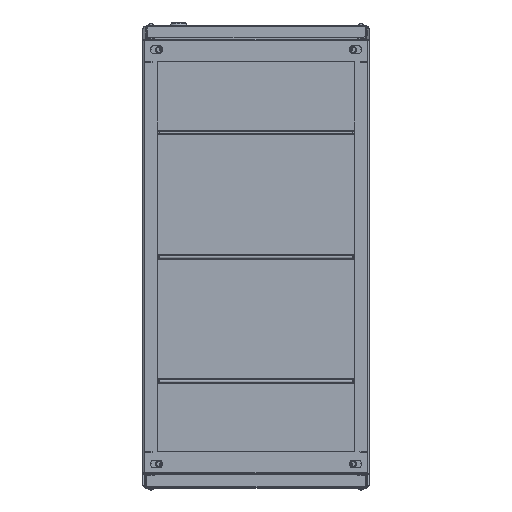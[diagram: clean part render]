
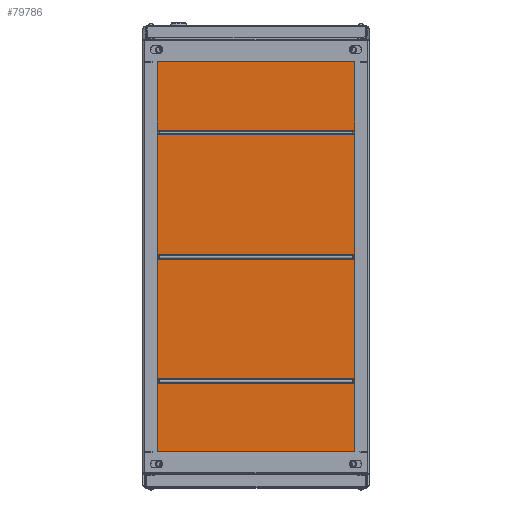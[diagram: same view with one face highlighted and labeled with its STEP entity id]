
A CAD part, front view. The second image highlights one B-rep face of the part: STEP entity #79786.
In plain terms, the highlighted planar face has unit normal (0, -1, 0).
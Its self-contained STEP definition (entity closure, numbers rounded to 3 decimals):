
#57 = EDGE_CURVE ( 'NONE', #8096, #26505, #44130, .T. ) ;
#568 = DIRECTION ( 'NONE',  ( -1., 0., 0. ) ) ;
#2826 = LINE ( 'NONE', #93901, #74002 ) ;
#3674 = VERTEX_POINT ( 'NONE', #52468 ) ;
#4586 = LINE ( 'NONE', #61983, #65317 ) ;
#5564 = DIRECTION ( 'NONE',  ( 0., 0., -1. ) ) ;
#5654 = VERTEX_POINT ( 'NONE', #106568 ) ;
#6032 = VERTEX_POINT ( 'NONE', #66221 ) ;
#8096 = VERTEX_POINT ( 'NONE', #137107 ) ;
#10405 = DIRECTION ( 'NONE',  ( -1., 0., 0. ) ) ;
#12275 = VERTEX_POINT ( 'NONE', #70700 ) ;
#14354 = AXIS2_PLACEMENT_3D ( 'NONE', #75842, #108841, #142305 ) ;
#16075 = CARTESIAN_POINT ( 'NONE',  ( 171.4, 1800., 220. ) ) ;
#18937 = EDGE_LOOP ( 'NONE', ( #71778, #69847, #28678, #29721 ) ) ;
#19533 = CARTESIAN_POINT ( 'NONE',  ( -171.4, 1800., 220. ) ) ;
#20723 = AXIS2_PLACEMENT_3D ( 'NONE', #94491, #107036, #139051 ) ;
#20990 = DIRECTION ( 'NONE',  ( 0., 1., 0. ) ) ;
#21742 = FACE_BOUND ( 'NONE', #70784, .T. ) ;
#22645 = VERTEX_POINT ( 'NONE', #112416 ) ;
#22842 = CARTESIAN_POINT ( 'NONE',  ( -171.4, 1800., -224. ) ) ;
#23272 = VERTEX_POINT ( 'NONE', #127215 ) ;
#26505 = VERTEX_POINT ( 'NONE', #57740 ) ;
#27039 = CIRCLE ( 'NONE', #89823, 4. ) ;
#27071 = FACE_BOUND ( 'NONE', #18937, .T. ) ;
#28678 = ORIENTED_EDGE ( 'NONE', *, *, #117128, .T. ) ;
#29356 = ORIENTED_EDGE ( 'NONE', *, *, #139085, .T. ) ;
#29721 = ORIENTED_EDGE ( 'NONE', *, *, #124569, .T. ) ;
#30387 = VECTOR ( 'NONE', #38654, 1000. ) ;
#31368 = VECTOR ( 'NONE', #52016, 1000. ) ;
#32140 = LINE ( 'NONE', #79375, #56552 ) ;
#33663 = CARTESIAN_POINT ( 'NONE',  ( -171.4, 1800., -216. ) ) ;
#35260 = CARTESIAN_POINT ( 'NONE',  ( 200., 1800., -385. ) ) ;
#36421 = EDGE_CURVE ( 'NONE', #22645, #8096, #27039, .T. ) ;
#38485 = DIRECTION ( 'NONE',  ( 0., 0., -1. ) ) ;
#38654 = DIRECTION ( 'NONE',  ( 1., 0., 0. ) ) ;
#39291 = CIRCLE ( 'NONE', #136807, 4. ) ;
#41772 = VERTEX_POINT ( 'NONE', #78892 ) ;
#41835 = EDGE_CURVE ( 'NONE', #41772, #5654, #32140, .T. ) ;
#44130 = LINE ( 'NONE', #122094, #65057 ) ;
#45954 = EDGE_CURVE ( 'NONE', #6032, #52184, #136775, .T. ) ;
#47507 = VERTEX_POINT ( 'NONE', #66331 ) ;
#49766 = DIRECTION ( 'NONE',  ( 0., 1., 0. ) ) ;
#50142 = DIRECTION ( 'NONE',  ( -1., 0., 0. ) ) ;
#51908 = AXIS2_PLACEMENT_3D ( 'NONE', #60902, #49766, #5564 ) ;
#52016 = DIRECTION ( 'NONE',  ( -1., 0., 0. ) ) ;
#52184 = VERTEX_POINT ( 'NONE', #54682 ) ;
#52468 = CARTESIAN_POINT ( 'NONE',  ( -171.4, 1800., -4. ) ) ;
#54305 = ORIENTED_EDGE ( 'NONE', *, *, #54799, .T. ) ;
#54682 = CARTESIAN_POINT ( 'NONE',  ( -171.4, 1800., -216. ) ) ;
#54799 = EDGE_CURVE ( 'NONE', #12275, #100996, #59959, .T. ) ;
#56552 = VECTOR ( 'NONE', #68676, 1000. ) ;
#57740 = CARTESIAN_POINT ( 'NONE',  ( 171.4, 1800., 224. ) ) ;
#59815 = DIRECTION ( 'NONE',  ( 0., 1., 0. ) ) ;
#59959 = LINE ( 'NONE', #136671, #30387 ) ;
#60902 = CARTESIAN_POINT ( 'NONE',  ( 171.4, 1800., -220. ) ) ;
#60913 = LINE ( 'NONE', #83612, #31368 ) ;
#61983 = CARTESIAN_POINT ( 'NONE',  ( 200., 1800., 385. ) ) ;
#62071 = ORIENTED_EDGE ( 'NONE', *, *, #101560, .T. ) ;
#62695 = CIRCLE ( 'NONE', #135009, 4. ) ;
#63714 = CARTESIAN_POINT ( 'NONE',  ( 200., 1800., 385. ) ) ;
#64544 = ORIENTED_EDGE ( 'NONE', *, *, #95134, .T. ) ;
#65057 = VECTOR ( 'NONE', #77942, 1000. ) ;
#65317 = VECTOR ( 'NONE', #116449, 1000. ) ;
#65527 = LINE ( 'NONE', #87660, #122801 ) ;
#66221 = CARTESIAN_POINT ( 'NONE',  ( -171.4, 1800., -224. ) ) ;
#66331 = CARTESIAN_POINT ( 'NONE',  ( 171.4, 1800., -4. ) ) ;
#68003 = VERTEX_POINT ( 'NONE', #35260 ) ;
#68676 = DIRECTION ( 'NONE',  ( 0., 0., 1. ) ) ;
#69155 = DIRECTION ( 'NONE',  ( 0., 0., -1. ) ) ;
#69847 = ORIENTED_EDGE ( 'NONE', *, *, #81983, .T. ) ;
#70274 = ORIENTED_EDGE ( 'NONE', *, *, #79325, .T. ) ;
#70357 = CIRCLE ( 'NONE', #105070, 4. ) ;
#70684 = ORIENTED_EDGE ( 'NONE', *, *, #74506, .T. ) ;
#70700 = CARTESIAN_POINT ( 'NONE',  ( -171.4, 1800., 4. ) ) ;
#70784 = EDGE_LOOP ( 'NONE', ( #83968, #101538, #62071, #79249 ) ) ;
#71778 = ORIENTED_EDGE ( 'NONE', *, *, #45954, .T. ) ;
#72180 = CARTESIAN_POINT ( 'NONE',  ( 171.4, 1800., -224. ) ) ;
#74002 = VECTOR ( 'NONE', #50142, 1000. ) ;
#74506 = EDGE_CURVE ( 'NONE', #89630, #5654, #4586, .T. ) ;
#74633 = EDGE_LOOP ( 'NONE', ( #125919, #54305, #64544, #29356 ) ) ;
#75253 = ORIENTED_EDGE ( 'NONE', *, *, #97633, .F. ) ;
#75714 = FACE_OUTER_BOUND ( 'NONE', #103870, .T. ) ;
#75842 = CARTESIAN_POINT ( 'NONE',  ( 200., 1800., 385. ) ) ;
#76334 = PLANE ( 'NONE',  #14354 ) ;
#77826 = DIRECTION ( 'NONE',  ( 0., 0., -1. ) ) ;
#77942 = DIRECTION ( 'NONE',  ( 1., 0., 0. ) ) ;
#78892 = CARTESIAN_POINT ( 'NONE',  ( -200., 1800., -385. ) ) ;
#79249 = ORIENTED_EDGE ( 'NONE', *, *, #127436, .T. ) ;
#79325 = EDGE_CURVE ( 'NONE', #68003, #89630, #65527, .T. ) ;
#79328 = DIRECTION ( 'NONE',  ( 1., 0., 0. ) ) ;
#79375 = CARTESIAN_POINT ( 'NONE',  ( -200., 1800., 385. ) ) ;
#79786 = ADVANCED_FACE ( 'NONE', ( #106915, #27071, #21742, #75714 ), #76334, .T. ) ;
#80839 = CARTESIAN_POINT ( 'NONE',  ( -171.4, 1800., 0. ) ) ;
#81618 = VECTOR ( 'NONE', #10405, 1000. ) ;
#81983 = EDGE_CURVE ( 'NONE', #52184, #103829, #102786, .T. ) ;
#83612 = CARTESIAN_POINT ( 'NONE',  ( -171.4, 1800., -4. ) ) ;
#83679 = LINE ( 'NONE', #22842, #128767 ) ;
#83968 = ORIENTED_EDGE ( 'NONE', *, *, #36421, .T. ) ;
#87660 = CARTESIAN_POINT ( 'NONE',  ( 200., 1800., 385. ) ) ;
#89630 = VERTEX_POINT ( 'NONE', #63714 ) ;
#89823 = AXIS2_PLACEMENT_3D ( 'NONE', #19533, #20990, #142366 ) ;
#93901 = CARTESIAN_POINT ( 'NONE',  ( 200., 1800., -385. ) ) ;
#94486 = CIRCLE ( 'NONE', #51908, 4. ) ;
#94491 = CARTESIAN_POINT ( 'NONE',  ( -171.4, 1800., -220. ) ) ;
#95134 = EDGE_CURVE ( 'NONE', #100996, #47507, #62695, .T. ) ;
#97065 = VERTEX_POINT ( 'NONE', #72180 ) ;
#97633 = EDGE_CURVE ( 'NONE', #68003, #41772, #2826, .T. ) ;
#100709 = LINE ( 'NONE', #132698, #81618 ) ;
#100996 = VERTEX_POINT ( 'NONE', #115872 ) ;
#101538 = ORIENTED_EDGE ( 'NONE', *, *, #57, .T. ) ;
#101560 = EDGE_CURVE ( 'NONE', #26505, #23272, #70357, .T. ) ;
#102786 = LINE ( 'NONE', #33663, #120182 ) ;
#103829 = VERTEX_POINT ( 'NONE', #137293 ) ;
#103870 = EDGE_LOOP ( 'NONE', ( #112177, #75253, #70274, #70684 ) ) ;
#105070 = AXIS2_PLACEMENT_3D ( 'NONE', #16075, #59815, #38485 ) ;
#106568 = CARTESIAN_POINT ( 'NONE',  ( -200., 1800., 385. ) ) ;
#106915 = FACE_BOUND ( 'NONE', #74633, .T. ) ;
#107036 = DIRECTION ( 'NONE',  ( 0., 1., 0. ) ) ;
#108841 = DIRECTION ( 'NONE',  ( 0., -1., 0. ) ) ;
#112177 = ORIENTED_EDGE ( 'NONE', *, *, #41835, .F. ) ;
#112416 = CARTESIAN_POINT ( 'NONE',  ( -171.4, 1800., 216. ) ) ;
#115872 = CARTESIAN_POINT ( 'NONE',  ( 171.4, 1800., 4. ) ) ;
#116449 = DIRECTION ( 'NONE',  ( -1., 0., 0. ) ) ;
#117128 = EDGE_CURVE ( 'NONE', #103829, #97065, #94486, .T. ) ;
#120182 = VECTOR ( 'NONE', #79328, 1000. ) ;
#122094 = CARTESIAN_POINT ( 'NONE',  ( -171.4, 1800., 224. ) ) ;
#122468 = CARTESIAN_POINT ( 'NONE',  ( 171.4, 1800., 0. ) ) ;
#122801 = VECTOR ( 'NONE', #143445, 1000. ) ;
#124049 = EDGE_CURVE ( 'NONE', #3674, #12275, #39291, .T. ) ;
#124569 = EDGE_CURVE ( 'NONE', #97065, #6032, #83679, .T. ) ;
#125919 = ORIENTED_EDGE ( 'NONE', *, *, #124049, .T. ) ;
#127215 = CARTESIAN_POINT ( 'NONE',  ( 171.4, 1800., 216. ) ) ;
#127436 = EDGE_CURVE ( 'NONE', #23272, #22645, #100709, .T. ) ;
#128767 = VECTOR ( 'NONE', #568, 1000. ) ;
#132698 = CARTESIAN_POINT ( 'NONE',  ( -171.4, 1800., 216. ) ) ;
#134051 = DIRECTION ( 'NONE',  ( 0., 1., 0. ) ) ;
#135009 = AXIS2_PLACEMENT_3D ( 'NONE', #122468, #134051, #77826 ) ;
#136100 = DIRECTION ( 'NONE',  ( 0., 1., 0. ) ) ;
#136671 = CARTESIAN_POINT ( 'NONE',  ( -171.4, 1800., 4. ) ) ;
#136775 = CIRCLE ( 'NONE', #20723, 4. ) ;
#136807 = AXIS2_PLACEMENT_3D ( 'NONE', #80839, #136100, #69155 ) ;
#137107 = CARTESIAN_POINT ( 'NONE',  ( -171.4, 1800., 224. ) ) ;
#137293 = CARTESIAN_POINT ( 'NONE',  ( 171.4, 1800., -216. ) ) ;
#139051 = DIRECTION ( 'NONE',  ( 0., 0., -1. ) ) ;
#139085 = EDGE_CURVE ( 'NONE', #47507, #3674, #60913, .T. ) ;
#142305 = DIRECTION ( 'NONE',  ( 0., 0., -1. ) ) ;
#142366 = DIRECTION ( 'NONE',  ( 0., 0., -1. ) ) ;
#143445 = DIRECTION ( 'NONE',  ( 0., 0., 1. ) ) ;
